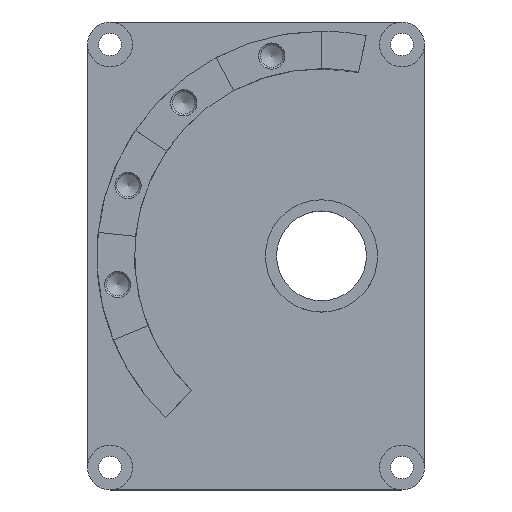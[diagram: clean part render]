
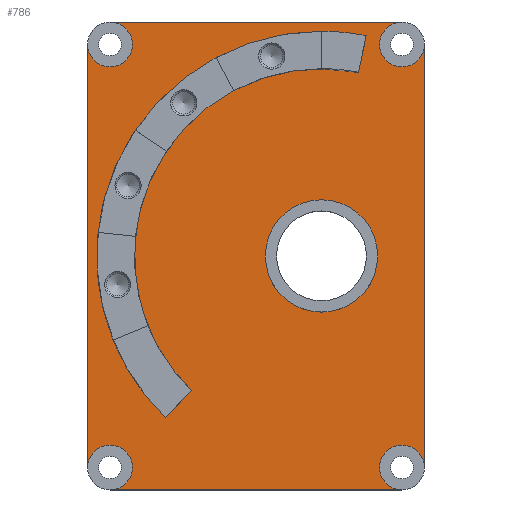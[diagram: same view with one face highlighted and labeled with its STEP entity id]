
A CAD part, top view. The second image highlights one B-rep face of the part: STEP entity #786.
In plain terms, the highlighted planar face has unit normal (0, 0, 1).
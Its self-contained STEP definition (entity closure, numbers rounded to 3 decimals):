
#26=LINE('',#1258,#70);
#28=LINE('',#1268,#72);
#29=LINE('',#1272,#73);
#30=LINE('',#1276,#74);
#31=LINE('',#1279,#75);
#32=LINE('',#1286,#76);
#70=VECTOR('',#1013,20.);
#72=VECTOR('',#1025,226.);
#73=VECTOR('',#1028,156.);
#74=VECTOR('',#1031,226.);
#75=VECTOR('',#1034,156.);
#76=VECTOR('',#1041,20.001);
#108=PLANE('',#861);
#155=FACE_BOUND('',#261,.T.);
#156=FACE_BOUND('',#262,.T.);
#204=FACE_OUTER_BOUND('',#260,.T.);
#260=EDGE_LOOP('',(#589,#590,#591,#592,#593,#594,#595,#596));
#261=EDGE_LOOP('',(#597));
#262=EDGE_LOOP('',(#598,#599,#600,#601));
#337=CIRCLE('',#862,12.);
#338=CIRCLE('',#863,12.);
#339=CIRCLE('',#864,12.);
#340=CIRCLE('',#865,12.);
#341=CIRCLE('',#866,30.);
#342=CIRCLE('',#867,100.);
#343=CIRCLE('',#868,120.);
#399=VERTEX_POINT('',#1255);
#400=VERTEX_POINT('',#1257);
#401=VERTEX_POINT('',#1264);
#402=VERTEX_POINT('',#1265);
#403=VERTEX_POINT('',#1267);
#404=VERTEX_POINT('',#1269);
#405=VERTEX_POINT('',#1271);
#406=VERTEX_POINT('',#1273);
#407=VERTEX_POINT('',#1275);
#408=VERTEX_POINT('',#1277);
#409=VERTEX_POINT('',#1280);
#410=VERTEX_POINT('',#1282);
#411=VERTEX_POINT('',#1284);
#474=EDGE_CURVE('',#400,#399,#26,.T.);
#478=EDGE_CURVE('',#401,#402,#337,.T.);
#479=EDGE_CURVE('',#403,#402,#28,.T.);
#480=EDGE_CURVE('',#403,#404,#338,.T.);
#481=EDGE_CURVE('',#405,#404,#29,.T.);
#482=EDGE_CURVE('',#405,#406,#339,.T.);
#483=EDGE_CURVE('',#407,#406,#30,.T.);
#484=EDGE_CURVE('',#407,#408,#340,.T.);
#485=EDGE_CURVE('',#401,#408,#31,.T.);
#486=EDGE_CURVE('',#409,#409,#341,.T.);
#487=EDGE_CURVE('',#410,#400,#342,.T.);
#488=EDGE_CURVE('',#399,#411,#343,.T.);
#489=EDGE_CURVE('',#411,#410,#32,.T.);
#589=ORIENTED_EDGE('',*,*,#478,.T.);
#590=ORIENTED_EDGE('',*,*,#479,.F.);
#591=ORIENTED_EDGE('',*,*,#480,.T.);
#592=ORIENTED_EDGE('',*,*,#481,.F.);
#593=ORIENTED_EDGE('',*,*,#482,.T.);
#594=ORIENTED_EDGE('',*,*,#483,.F.);
#595=ORIENTED_EDGE('',*,*,#484,.T.);
#596=ORIENTED_EDGE('',*,*,#485,.F.);
#597=ORIENTED_EDGE('',*,*,#486,.T.);
#598=ORIENTED_EDGE('',*,*,#487,.T.);
#599=ORIENTED_EDGE('',*,*,#474,.T.);
#600=ORIENTED_EDGE('',*,*,#488,.T.);
#601=ORIENTED_EDGE('',*,*,#489,.T.);
#786=ADVANCED_FACE('',(#204,#155,#156),#108,.T.);
#861=AXIS2_PLACEMENT_3D('',#1263,#1021,#1022);
#862=AXIS2_PLACEMENT_3D('',#1266,#1023,#1024);
#863=AXIS2_PLACEMENT_3D('',#1270,#1026,#1027);
#864=AXIS2_PLACEMENT_3D('',#1274,#1029,#1030);
#865=AXIS2_PLACEMENT_3D('',#1278,#1032,#1033);
#866=AXIS2_PLACEMENT_3D('',#1281,#1035,#1036);
#867=AXIS2_PLACEMENT_3D('',#1283,#1037,#1038);
#868=AXIS2_PLACEMENT_3D('',#1285,#1039,#1040);
#1013=DIRECTION('',(-0.695,-0.719,0.));
#1021=DIRECTION('center_axis',(0.,0.,1.));
#1022=DIRECTION('ref_axis',(1.,0.,0.));
#1023=DIRECTION('center_axis',(0.,0.,-1.));
#1024=DIRECTION('ref_axis',(-1.,0.,0.));
#1025=DIRECTION('',(0.,-1.,0.));
#1026=DIRECTION('center_axis',(0.,0.,-1.));
#1027=DIRECTION('ref_axis',(-1.,0.,0.));
#1028=DIRECTION('',(1.,0.,0.));
#1029=DIRECTION('center_axis',(0.,0.,-1.));
#1030=DIRECTION('ref_axis',(-1.,0.,0.));
#1031=DIRECTION('',(0.,1.,0.));
#1032=DIRECTION('center_axis',(0.,0.,-1.));
#1033=DIRECTION('ref_axis',(-1.,0.,0.));
#1034=DIRECTION('',(-1.,0.,0.));
#1035=DIRECTION('center_axis',(0.,0.,-1.));
#1036=DIRECTION('ref_axis',(-1.,0.,0.));
#1037=DIRECTION('center_axis',(0.,0.,1.));
#1038=DIRECTION('ref_axis',(0.197,0.98,0.));
#1039=DIRECTION('center_axis',(0.,0.,-1.));
#1040=DIRECTION('ref_axis',(-0.927,-0.375,0.));
#1041=DIRECTION('',(-0.208,-0.978,0.));
#1255=CARTESIAN_POINT('',(-48.359,-86.321,20.));
#1257=CARTESIAN_POINT('',(-34.466,-71.934,20.));
#1258=CARTESIAN_POINT('',(-8.178,-44.712,20.));
#1263=CARTESIAN_POINT('Origin',(0.,0.,
20.));
#1264=CARTESIAN_POINT('',(78.,-125.,20.));
#1265=CARTESIAN_POINT('',(90.,-113.,20.));
#1266=CARTESIAN_POINT('Origin',(78.,-113.,20.));
#1267=CARTESIAN_POINT('',(90.,113.,20.));
#1268=CARTESIAN_POINT('',(90.,113.,20.));
#1269=CARTESIAN_POINT('',(78.,125.,20.));
#1270=CARTESIAN_POINT('Origin',(78.,113.,20.));
#1271=CARTESIAN_POINT('',(-78.,125.,20.));
#1272=CARTESIAN_POINT('',(-78.,125.,20.));
#1273=CARTESIAN_POINT('',(-90.,113.,20.));
#1274=CARTESIAN_POINT('Origin',(-78.,113.,20.));
#1275=CARTESIAN_POINT('',(-90.,-113.,20.));
#1276=CARTESIAN_POINT('',(-90.,-113.,20.));
#1277=CARTESIAN_POINT('',(-78.,-125.,20.));
#1278=CARTESIAN_POINT('Origin',(-78.,-113.,20.));
#1279=CARTESIAN_POINT('',(78.,-125.,20.));
#1280=CARTESIAN_POINT('',(65.,0.,20.));
#1281=CARTESIAN_POINT('Origin',(35.,0.,20.));
#1282=CARTESIAN_POINT('',(54.712,98.038,20.));
#1283=CARTESIAN_POINT('Origin',(35.,0.,20.));
#1284=CARTESIAN_POINT('',(58.871,117.602,20.));
#1285=CARTESIAN_POINT('Origin',(35.,0.,20.));
#1286=CARTESIAN_POINT('',(45.64,55.357,20.));
